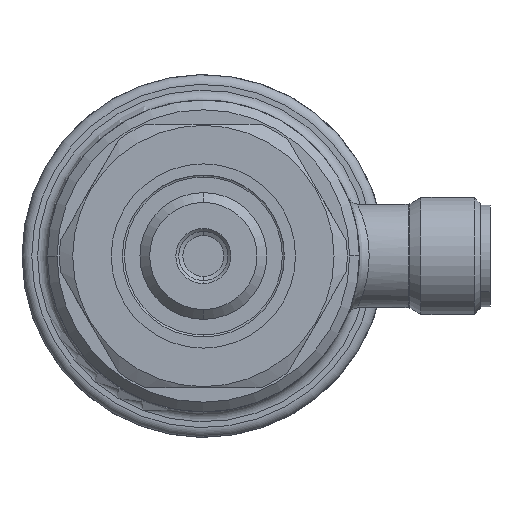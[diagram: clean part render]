
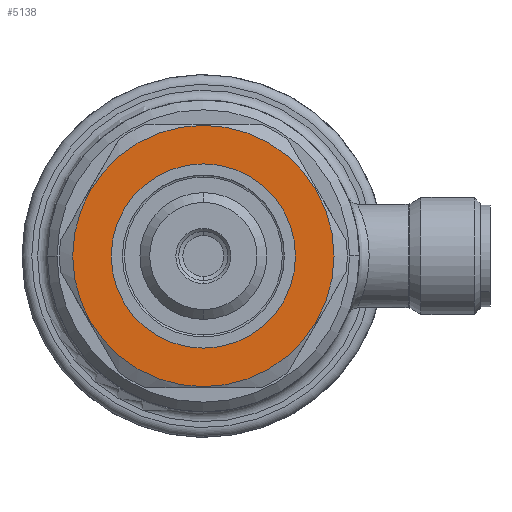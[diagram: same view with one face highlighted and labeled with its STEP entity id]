
A CAD part, front view. The second image highlights one B-rep face of the part: STEP entity #5138.
In plain terms, the highlighted planar face has unit normal (0, -1, 0).
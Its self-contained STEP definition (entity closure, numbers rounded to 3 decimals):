
#184 = FACE_OUTER_BOUND ( 'NONE', #3079, .T. ) ;
#203 = CARTESIAN_POINT ( 'NONE',  ( 0., 2., 0. ) ) ;
#709 = CIRCLE ( 'NONE', #2792, 13.4 ) ;
#846 = VERTEX_POINT ( 'NONE', #7903 ) ;
#1210 = EDGE_CURVE ( 'NONE', #8076, #846, #2396, .T. ) ;
#1463 = EDGE_LOOP ( 'NONE', ( #5683, #5706 ) ) ;
#1673 = CIRCLE ( 'NONE', #6008, 13.4 ) ;
#1791 = VERTEX_POINT ( 'NONE', #4173 ) ;
#1806 = DIRECTION ( 'NONE',  ( 0., 0., -1. ) ) ;
#1824 = DIRECTION ( 'NONE',  ( 0., -1., 0. ) ) ;
#1836 = CARTESIAN_POINT ( 'NONE',  ( 0., 2., 0. ) ) ;
#2396 = CIRCLE ( 'NONE', #5911, 9.45 ) ;
#2637 = AXIS2_PLACEMENT_3D ( 'NONE', #6608, #6502, #6472 ) ;
#2792 = AXIS2_PLACEMENT_3D ( 'NONE', #203, #8403, #8385 ) ;
#3034 = AXIS2_PLACEMENT_3D ( 'NONE', #1836, #1824, #1806 ) ;
#3079 = EDGE_LOOP ( 'NONE', ( #5484, #5585 ) ) ;
#3487 = EDGE_CURVE ( 'NONE', #846, #8076, #7028, .T. ) ;
#3713 = DIRECTION ( 'NONE',  ( 0., -1., 0. ) ) ;
#3825 = CARTESIAN_POINT ( 'NONE',  ( 0., 2., -9.45 ) ) ;
#4173 = CARTESIAN_POINT ( 'NONE',  ( 0., 2., -13.4 ) ) ;
#4681 = EDGE_CURVE ( 'NONE', #1791, #6882, #709, .T. ) ;
#5138 = ADVANCED_FACE ( 'NONE', ( #184, #6930 ), #6965, .T. ) ;
#5205 = CARTESIAN_POINT ( 'NONE',  ( 0., 2., 0. ) ) ;
#5214 = DIRECTION ( 'NONE',  ( 0., -1., 0. ) ) ;
#5235 = DIRECTION ( 'NONE',  ( 0., 0., -1. ) ) ;
#5484 = ORIENTED_EDGE ( 'NONE', *, *, #7524, .T. ) ;
#5585 = ORIENTED_EDGE ( 'NONE', *, *, #4681, .T. ) ;
#5683 = ORIENTED_EDGE ( 'NONE', *, *, #1210, .F. ) ;
#5706 = ORIENTED_EDGE ( 'NONE', *, *, #3487, .F. ) ;
#5911 = AXIS2_PLACEMENT_3D ( 'NONE', #5205, #5214, #5235 ) ;
#6008 = AXIS2_PLACEMENT_3D ( 'NONE', #7591, #3713, #8220 ) ;
#6472 = DIRECTION ( 'NONE',  ( 0., 0., -1. ) ) ;
#6502 = DIRECTION ( 'NONE',  ( 0., -1., 0. ) ) ;
#6608 = CARTESIAN_POINT ( 'NONE',  ( 13.4, 2., 0. ) ) ;
#6652 = CARTESIAN_POINT ( 'NONE',  ( 0., 2., 13.4 ) ) ;
#6882 = VERTEX_POINT ( 'NONE', #6652 ) ;
#6930 = FACE_BOUND ( 'NONE', #1463, .T. ) ;
#6965 = PLANE ( 'NONE',  #2637 ) ;
#7028 = CIRCLE ( 'NONE', #3034, 9.45 ) ;
#7524 = EDGE_CURVE ( 'NONE', #6882, #1791, #1673, .T. ) ;
#7591 = CARTESIAN_POINT ( 'NONE',  ( 0., 2., 0. ) ) ;
#7903 = CARTESIAN_POINT ( 'NONE',  ( 0., 2., 9.45 ) ) ;
#8076 = VERTEX_POINT ( 'NONE', #3825 ) ;
#8220 = DIRECTION ( 'NONE',  ( 0., 0., -1. ) ) ;
#8385 = DIRECTION ( 'NONE',  ( 0., 0., -1. ) ) ;
#8403 = DIRECTION ( 'NONE',  ( 0., -1., 0. ) ) ;
